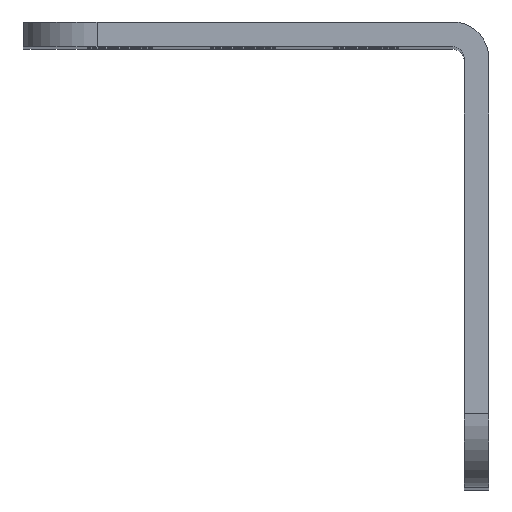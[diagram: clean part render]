
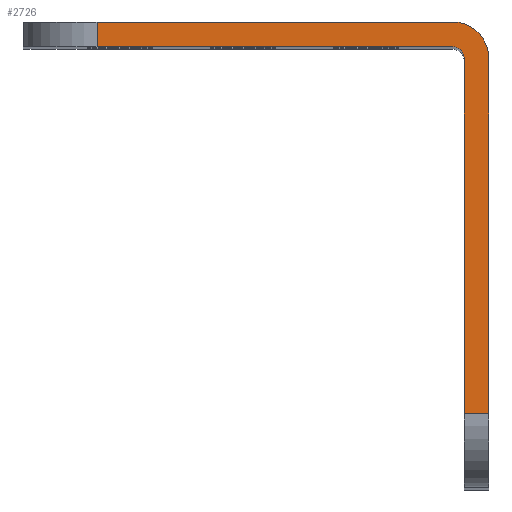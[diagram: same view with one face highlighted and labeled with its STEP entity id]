
A CAD part, top view. The second image highlights one B-rep face of the part: STEP entity #2726.
In plain terms, the highlighted planar face has unit normal (0, 0, 1).
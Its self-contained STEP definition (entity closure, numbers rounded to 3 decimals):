
#146 = VECTOR ( 'NONE', #5022, 1000. ) ;
#332 = CARTESIAN_POINT ( 'NONE',  ( 4.122, 22.998, 392. ) ) ;
#364 = DIRECTION ( 'NONE',  ( 0., 0., 1. ) ) ;
#370 = VERTEX_POINT ( 'NONE', #940 ) ;
#488 = AXIS2_PLACEMENT_3D ( 'NONE', #6136, #4660, #4787 ) ;
#539 = CARTESIAN_POINT ( 'NONE',  ( -23.842, 24.598, 392. ) ) ;
#847 = PLANE ( 'NONE',  #2045 ) ;
#850 = CIRCLE ( 'NONE', #1564, 0.737 ) ;
#875 = ORIENTED_EDGE ( 'NONE', *, *, #2299, .F. ) ;
#928 = ORIENTED_EDGE ( 'NONE', *, *, #2667, .T. ) ;
#940 = CARTESIAN_POINT ( 'NONE',  ( -19.042, 22.998, 392. ) ) ;
#1169 = ORIENTED_EDGE ( 'NONE', *, *, #1282, .F. ) ;
#1170 = CARTESIAN_POINT ( 'NONE',  ( 4.858, -0.902, 392. ) ) ;
#1282 = EDGE_CURVE ( 'NONE', #1617, #6159, #4855, .T. ) ;
#1300 = ORIENTED_EDGE ( 'NONE', *, *, #4504, .F. ) ;
#1417 = CARTESIAN_POINT ( 'NONE',  ( 4.122, 22.261, 392. ) ) ;
#1452 = DIRECTION ( 'NONE',  ( 0., 0., -1. ) ) ;
#1526 = CARTESIAN_POINT ( 'NONE',  ( 4.858, 22.261, 392. ) ) ;
#1564 = AXIS2_PLACEMENT_3D ( 'NONE', #1417, #1452, #4246 ) ;
#1575 = CARTESIAN_POINT ( 'NONE',  ( 4.122, 24.598, 392. ) ) ;
#1617 = VERTEX_POINT ( 'NONE', #5943 ) ;
#1645 = VERTEX_POINT ( 'NONE', #1170 ) ;
#1647 = DIRECTION ( 'NONE',  ( 0., -1., 0. ) ) ;
#1877 = ORIENTED_EDGE ( 'NONE', *, *, #3628, .T. ) ;
#2045 = AXIS2_PLACEMENT_3D ( 'NONE', #2776, #364, #5806 ) ;
#2057 = LINE ( 'NONE', #4912, #3945 ) ;
#2299 = EDGE_CURVE ( 'NONE', #4143, #1645, #2057, .T. ) ;
#2300 = CARTESIAN_POINT ( 'NONE',  ( -23.842, 22.998, 392. ) ) ;
#2450 = EDGE_CURVE ( 'NONE', #1617, #370, #4596, .T. ) ;
#2527 = VECTOR ( 'NONE', #6178, 1000. ) ;
#2667 = EDGE_CURVE ( 'NONE', #370, #5986, #3190, .T. ) ;
#2725 = CARTESIAN_POINT ( 'NONE',  ( 6.458, 24.598, 392. ) ) ;
#2726 = ADVANCED_FACE ( 'NONE', ( #5156 ), #847, .T. ) ;
#2776 = CARTESIAN_POINT ( 'NONE',  ( 4.122, 22.998, 392. ) ) ;
#2973 = DIRECTION ( 'NONE',  ( -1., 0., 0. ) ) ;
#3009 = VERTEX_POINT ( 'NONE', #3151 ) ;
#3083 = CARTESIAN_POINT ( 'NONE',  ( 6.458, -0.902, 392. ) ) ;
#3151 = CARTESIAN_POINT ( 'NONE',  ( 6.458, 22.261, 392. ) ) ;
#3168 = CARTESIAN_POINT ( 'NONE',  ( 4.858, 22.998, 392. ) ) ;
#3190 = LINE ( 'NONE', #2300, #4046 ) ;
#3461 = ORIENTED_EDGE ( 'NONE', *, *, #5417, .T. ) ;
#3618 = CIRCLE ( 'NONE', #488, 2.337 ) ;
#3628 = EDGE_CURVE ( 'NONE', #5986, #5040, #850, .T. ) ;
#3672 = LINE ( 'NONE', #2725, #146 ) ;
#3676 = ORIENTED_EDGE ( 'NONE', *, *, #3861, .F. ) ;
#3848 = VECTOR ( 'NONE', #5079, 1000. ) ;
#3861 = EDGE_CURVE ( 'NONE', #3009, #4143, #3672, .T. ) ;
#3945 = VECTOR ( 'NONE', #2973, 1000. ) ;
#4034 = LINE ( 'NONE', #3168, #3848 ) ;
#4046 = VECTOR ( 'NONE', #4649, 1000. ) ;
#4143 = VERTEX_POINT ( 'NONE', #3083 ) ;
#4246 = DIRECTION ( 'NONE',  ( -1., 0., 0. ) ) ;
#4504 = EDGE_CURVE ( 'NONE', #6159, #3009, #3618, .T. ) ;
#4596 = LINE ( 'NONE', #5439, #4946 ) ;
#4649 = DIRECTION ( 'NONE',  ( 1., 0., 0. ) ) ;
#4660 = DIRECTION ( 'NONE',  ( 0., 0., -1. ) ) ;
#4787 = DIRECTION ( 'NONE',  ( -1., 0., 0. ) ) ;
#4855 = LINE ( 'NONE', #539, #2527 ) ;
#4912 = CARTESIAN_POINT ( 'NONE',  ( 4.122, -0.902, 392. ) ) ;
#4946 = VECTOR ( 'NONE', #1647, 1000. ) ;
#5003 = EDGE_LOOP ( 'NONE', ( #3676, #1300, #1169, #5744, #928, #1877, #3461, #875 ) ) ;
#5022 = DIRECTION ( 'NONE',  ( 0., -1., 0. ) ) ;
#5040 = VERTEX_POINT ( 'NONE', #1526 ) ;
#5079 = DIRECTION ( 'NONE',  ( 0., -1., 0. ) ) ;
#5156 = FACE_OUTER_BOUND ( 'NONE', #5003, .T. ) ;
#5417 = EDGE_CURVE ( 'NONE', #5040, #1645, #4034, .T. ) ;
#5439 = CARTESIAN_POINT ( 'NONE',  ( -19.042, 22.261, 392. ) ) ;
#5744 = ORIENTED_EDGE ( 'NONE', *, *, #2450, .T. ) ;
#5806 = DIRECTION ( 'NONE',  ( 1., 0., 0. ) ) ;
#5943 = CARTESIAN_POINT ( 'NONE',  ( -19.042, 24.598, 392. ) ) ;
#5986 = VERTEX_POINT ( 'NONE', #332 ) ;
#6136 = CARTESIAN_POINT ( 'NONE',  ( 4.122, 22.261, 392. ) ) ;
#6159 = VERTEX_POINT ( 'NONE', #1575 ) ;
#6178 = DIRECTION ( 'NONE',  ( 1., 0., 0. ) ) ;
